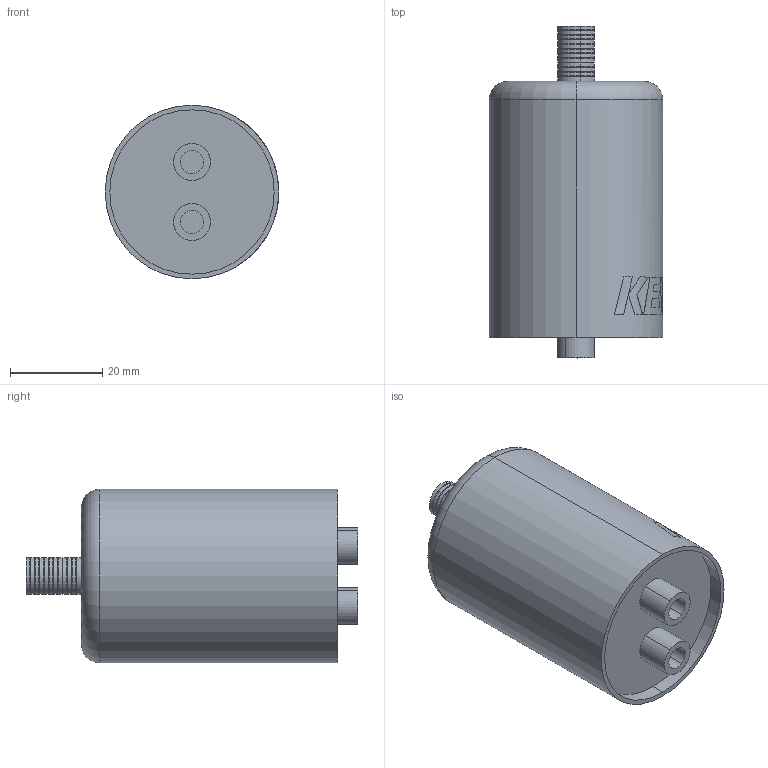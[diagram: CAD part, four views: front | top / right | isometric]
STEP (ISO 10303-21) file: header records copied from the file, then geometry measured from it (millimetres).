
FILE_DESCRIPTION (( 'STEP AP214' ), '1' );
FILE_NAME ('CARCS_D37.6L52.5S13T4.4.STEP', '2016-08-02T16:54:17', ( '' ), ( '' ), 'SwSTEP 2.0', 'SolidWorks 2014', '' );
FILE_SCHEMA (( 'AUTOMOTIVE_DESIGN' ));
Length unit declared in the file: millimetre
Products named in the file (4): CARCS_D37.6L52.5S13T4.4; Round_Terminal; Stud8; Can_Round_5
Assembly tree (4 placements, depth 2):
  CARCS_D37.6L52.5S13T4.4
    Can_Round_5
    Stud8
    Round_Terminal  x2
Bounding box: 37.6 x 71.9 x 37.6 mm (x, y, z)
Volume: 59299.1 mm3; surface area: 10112.8 mm2
Topology: 4 solids, 4 shells, 147 faces, 337 edges, 224 vertices
Faces by surface type: cylinder 61, plane 54, bspline 30, torus 2
Entity records: 4442 total; most frequent: CARTESIAN_POINT 1172, ORIENTED_EDGE 650, DIRECTION 608, EDGE_CURVE 325, AXIS2_PLACEMENT_3D 276, VERTEX_POINT 216, EDGE_LOOP 169, CIRCLE 158
